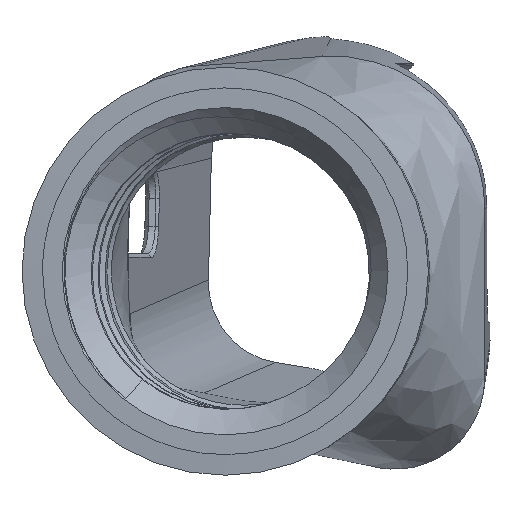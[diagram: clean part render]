
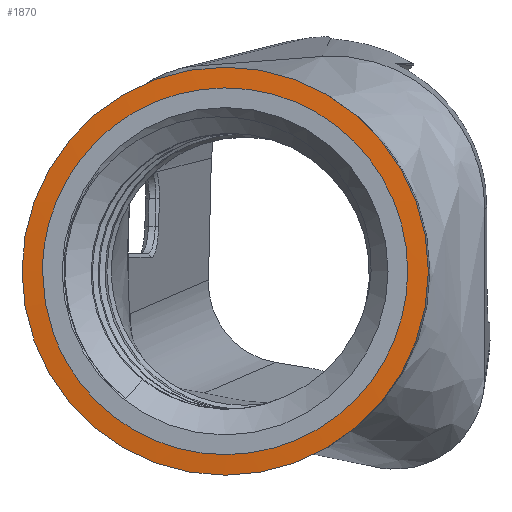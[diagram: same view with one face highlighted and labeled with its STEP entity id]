
A CAD part, top view. The second image highlights one B-rep face of the part: STEP entity #1870.
In plain terms, the highlighted conical face has half-angle 87 degrees and reference radius 14.784 mm.
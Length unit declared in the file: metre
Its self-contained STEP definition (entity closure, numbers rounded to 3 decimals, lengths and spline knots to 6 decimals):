
#81=CONICAL_SURFACE('',#1996,0.014784,1.518);
#245=CIRCLE('',#1997,0.014784);
#515=ORIENTED_EDGE('',*,*,#1020,.F.);
#516=ORIENTED_EDGE('',*,*,#1019,.F.);
#517=ORIENTED_EDGE('',*,*,#1026,.F.);
#518=ORIENTED_EDGE('',*,*,#1025,.F.);
#519=ORIENTED_EDGE('',*,*,#1024,.F.);
#520=ORIENTED_EDGE('',*,*,#1023,.F.);
#521=ORIENTED_EDGE('',*,*,#1022,.F.);
#522=ORIENTED_EDGE('',*,*,#1021,.F.);
#523=ORIENTED_EDGE('',*,*,#1040,.F.);
#1019=EDGE_CURVE('',#1283,#1284,#1438,.T.);
#1020=EDGE_CURVE('',#1284,#1285,#1439,.T.);
#1021=EDGE_CURVE('',#1285,#1286,#1440,.T.);
#1022=EDGE_CURVE('',#1286,#1287,#1441,.T.);
#1023=EDGE_CURVE('',#1287,#1288,#1442,.T.);
#1024=EDGE_CURVE('',#1288,#1289,#1443,.T.);
#1025=EDGE_CURVE('',#1289,#1290,#1444,.T.);
#1026=EDGE_CURVE('',#1290,#1283,#1445,.T.);
#1040=EDGE_CURVE('',#1303,#1303,#245,.T.);
#1283=VERTEX_POINT('',#3886);
#1284=VERTEX_POINT('',#3887);
#1285=VERTEX_POINT('',#3892);
#1286=VERTEX_POINT('',#3897);
#1287=VERTEX_POINT('',#3905);
#1288=VERTEX_POINT('',#3913);
#1289=VERTEX_POINT('',#3921);
#1290=VERTEX_POINT('',#3929);
#1303=VERTEX_POINT('',#5412);
#1438=B_SPLINE_CURVE_WITH_KNOTS('',3,(#3882,#3883,#3884,#3885),
 .UNSPECIFIED.,.F.,.F.,(4,4),(0.,1.),.UNSPECIFIED.);
#1439=B_SPLINE_CURVE_WITH_KNOTS('',3,(#3888,#3889,#3890,#3891),
 .UNSPECIFIED.,.F.,.F.,(4,4),(0.,1.),.UNSPECIFIED.);
#1440=B_SPLINE_CURVE_WITH_KNOTS('',3,(#3893,#3894,#3895,#3896),
 .UNSPECIFIED.,.F.,.F.,(4,4),(0.,1.),.UNSPECIFIED.);
#1441=B_SPLINE_CURVE_WITH_KNOTS('',3,(#3898,#3899,#3900,#3901,#3902,#3903,
#3904),.UNSPECIFIED.,.F.,.F.,(4,1,1,1,4),(0.,0.25,0.5,0.75,1.),
 .UNSPECIFIED.);
#1442=B_SPLINE_CURVE_WITH_KNOTS('',3,(#3906,#3907,#3908,#3909,#3910,#3911,
#3912),.UNSPECIFIED.,.F.,.F.,(4,1,1,1,4),(0.,0.25,0.5,0.75,1.),
 .UNSPECIFIED.);
#1443=B_SPLINE_CURVE_WITH_KNOTS('',3,(#3914,#3915,#3916,#3917,#3918,#3919,
#3920),.UNSPECIFIED.,.F.,.F.,(4,1,1,1,4),(0.,0.25,0.5,0.75,1.),
 .UNSPECIFIED.);
#1444=B_SPLINE_CURVE_WITH_KNOTS('',3,(#3922,#3923,#3924,#3925,#3926,#3927,
#3928),.UNSPECIFIED.,.F.,.F.,(4,1,1,1,4),(0.,0.25,0.5,0.75,1.),
 .UNSPECIFIED.);
#1445=B_SPLINE_CURVE_WITH_KNOTS('',3,(#3930,#3931,#3932,#3933,#3934,#3935,
#3936),.UNSPECIFIED.,.F.,.F.,(4,1,1,1,4),(0.,0.25,0.5,0.75,1.),
 .UNSPECIFIED.);
#1598=EDGE_LOOP('',(#515,#516,#517,#518,#519,#520,#521,#522));
#1599=EDGE_LOOP('',(#523));
#1728=FACE_BOUND('',#1598,.T.);
#1729=FACE_BOUND('',#1599,.T.);
#1870=ADVANCED_FACE('',(#1728,#1729),#81,.T.);
#1996=AXIS2_PLACEMENT_3D('',#5410,#2161,#2162);
#1997=AXIS2_PLACEMENT_3D('',#5411,#2163,#2164);
#2161=DIRECTION('',(0.093,0.,-0.996));
#2162=DIRECTION('',(-0.996,0.,-0.093));
#2163=DIRECTION('',(0.093,0.,-0.996));
#2164=DIRECTION('',(-0.996,0.,-0.093));
#3882=CARTESIAN_POINT('',(-0.000909,0.012103,0.027032));
#3883=CARTESIAN_POINT('',(-0.004279,0.012995,0.026719));
#3884=CARTESIAN_POINT('',(-0.007937,0.012493,0.026378));
#3885=CARTESIAN_POINT('',(-0.010942,0.010734,0.026099));
#3886=CARTESIAN_POINT('',(-0.000909,0.012103,0.027032));
#3887=CARTESIAN_POINT('',(-0.010942,0.010734,0.026099));
#3888=CARTESIAN_POINT('',(-0.010942,0.010734,0.026099));
#3889=CARTESIAN_POINT('',(-0.013953,0.008972,0.025819));
#3890=CARTESIAN_POINT('',(-0.016187,0.00602,0.025611));
#3891=CARTESIAN_POINT('',(-0.017073,0.002642,0.025529));
#3892=CARTESIAN_POINT('',(-0.017073,0.002642,0.025529));
#3893=CARTESIAN_POINT('',(-0.017073,0.002642,0.025529));
#3894=CARTESIAN_POINT('',(-0.017961,-0.000742,0.025446));
#3895=CARTESIAN_POINT('',(-0.017462,-0.004416,0.025493));
#3896=CARTESIAN_POINT('',(-0.015711,-0.007434,0.025656));
#3897=CARTESIAN_POINT('',(-0.01571,-0.007435,0.025656));
#3898=CARTESIAN_POINT('',(-0.015711,-0.007434,0.025656));
#3899=CARTESIAN_POINT('',(-0.015269,-0.008195,0.025697));
#3900=CARTESIAN_POINT('',(-0.014262,-0.009601,0.02579));
#3901=CARTESIAN_POINT('',(-0.012343,-0.011385,0.025969));
#3902=CARTESIAN_POINT('',(-0.010119,-0.012767,0.026176));
#3903=CARTESIAN_POINT('',(-0.008501,-0.013367,0.026326));
#3904=CARTESIAN_POINT('',(-0.007653,-0.013592,0.026405));
#3905=CARTESIAN_POINT('',(-0.007653,-0.013592,0.026405));
#3906=CARTESIAN_POINT('',(-0.007653,-0.013592,0.026405));
#3907=CARTESIAN_POINT('',(-0.006805,-0.013816,0.026484));
#3908=CARTESIAN_POINT('',(-0.005103,-0.014094,0.026642));
#3909=CARTESIAN_POINT('',(-0.00249,-0.013993,0.026885));
#3910=CARTESIAN_POINT('',(0.000055,-0.013391,0.027122));
#3911=CARTESIAN_POINT('',(0.001622,-0.012667,0.027267));
#3912=CARTESIAN_POINT('',(0.00238,-0.012224,0.027338));
#3913=CARTESIAN_POINT('',(0.00238,-0.012223,0.027338));
#3914=CARTESIAN_POINT('',(0.00238,-0.012224,0.027338));
#3915=CARTESIAN_POINT('',(0.003138,-0.01178,0.027408));
#3916=CARTESIAN_POINT('',(0.004537,-0.010768,0.027538));
#3917=CARTESIAN_POINT('',(0.006313,-0.008841,0.027704));
#3918=CARTESIAN_POINT('',(0.007689,-0.006608,0.027831));
#3919=CARTESIAN_POINT('',(0.008287,-0.004983,0.027887));
#3920=CARTESIAN_POINT('',(0.008511,-0.004131,0.027908));
#3921=CARTESIAN_POINT('',(0.008511,-0.004131,0.027908));
#3922=CARTESIAN_POINT('',(0.008511,-0.004131,0.027908));
#3923=CARTESIAN_POINT('',(0.008735,-0.003279,0.027929));
#3924=CARTESIAN_POINT('',(0.009012,-0.00157,0.027954));
#3925=CARTESIAN_POINT('',(0.008911,0.001054,0.027945));
#3926=CARTESIAN_POINT('',(0.008311,0.00361,0.027889));
#3927=CARTESIAN_POINT('',(0.00759,0.005184,0.027822));
#3928=CARTESIAN_POINT('',(0.007149,0.005945,0.027781));
#3929=CARTESIAN_POINT('',(0.007148,0.005946,0.027781));
#3930=CARTESIAN_POINT('',(0.007149,0.005945,0.027781));
#3931=CARTESIAN_POINT('',(0.006707,0.006706,0.02774));
#3932=CARTESIAN_POINT('',(0.0057,0.008111,0.027646));
#3933=CARTESIAN_POINT('',(0.003781,0.009896,0.027468));
#3934=CARTESIAN_POINT('',(0.001557,0.011277,0.027261));
#3935=CARTESIAN_POINT('',(-0.000061,0.011878,0.027111));
#3936=CARTESIAN_POINT('',(-0.000909,0.012103,0.027032));
#5410=CARTESIAN_POINT('',(-0.004274,-0.000744,0.02664));
#5411=CARTESIAN_POINT('',(-0.004274,-0.000744,0.02664));
#5412=CARTESIAN_POINT('',(-0.018994,-0.000744,0.025271));
